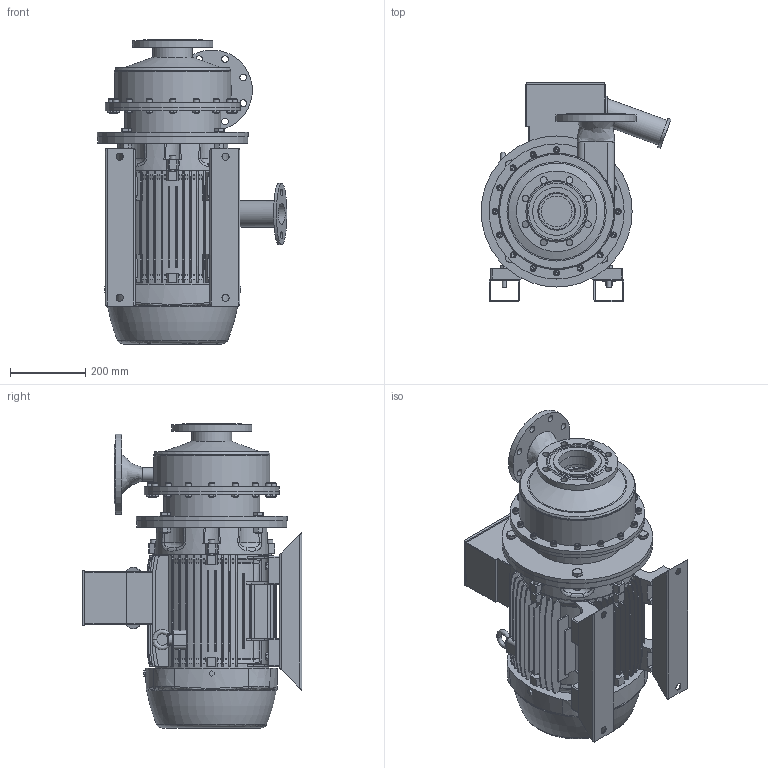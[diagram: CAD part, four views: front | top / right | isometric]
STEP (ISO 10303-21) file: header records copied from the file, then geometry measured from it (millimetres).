
FILE_DESCRIPTION(('STEP AP203'), '1');
FILE_NAME('Âíåøíèé âèä ÎÍË 100õ100 300 Ê55À1', '', ('UNSPECIFIED'), ('UNSPECIFIED'), 'ASCON STEP Converter 1.6', 'ASCON Math Kernel', '');
FILE_SCHEMA(('CONFIG_CONTROL_DESIGN'));
Length unit declared in the file: millimetre
Products named in the file (20): Âíåøíèé âèä ÎÍË 100õ100 300 Ê55À1; socket head cap screw_iso_ISO 4762 M10 x 30 --- 30N_1; hex thin nut chamfered gradeab_iso_Hexagon Thin Nut ISO - 4035 - M10 - N_1; Lv¨¤¿á ï¦¤¨è; hex screw gradeab fine_iso_ISO 8676 - M12x1.5 x 50-N_1; plain washer large grade ac_iso_Washer ISO 7093 - 12_1; Lv¨¤¿á  æ ê°  01 -¦ 100  ¨¢ - -°  10 ·+¬; hex nut style 1 gradeab_iso_Hexagon Nut ISO - 4032 - M16 - W - N_1; +¸¿â¨•·¨ ï¦¤¨èà +=T 100¬100+21; hex screw gradeab fine_iso_ISO 8676 - M16x1.5 x 45-N_1; ¤¨ ¦è¤v•  ¨êè¦¸¦· +=T 100¬100 300 æ55L +21; =¨¬¦¬¤v• ïv¨¤¿á ï¦¤¨èà +=T 100¬100; +險 +=T 100ｬ100; T¬¨¬vª¨æÕ°•  ¨êè¦¸¦· +=T 100¬100 300 æ 55L; 讎vｦ皋 ｷｦ陟ｦｬｨ +=T 100ｬ100; TL 180 æ2; ¬ê¿¤·¨ ·¦è ¦¬¨ +=T 100¬100 300 æ55L; ¦¸¿â¨•·¨ ·¦è ¦¬¨ +=T 100¬100 300 æ 55L; hex nut structural gradeab 5 6 8_iso_Hexagon Nut ISO - 7413 - M12 - W - N_1; Lv¨¤¿á  æ ê°  01 -¦ 100  ¨¢ - -°  10 ·+¬_2
Assembly tree (59 placements, depth 2):
  Âíåøíèé âèä ÎÍË 100õ100 300 Ê55À1
    socket head cap screw_iso_ISO 4762 M10 x 30 --- 30N_1  x16
    hex thin nut chamfered gradeab_iso_Hexagon Thin Nut ISO - 4035 - M10 - N_1  x16
    Lv¨¤¿á ï¦¤¨è
    hex screw gradeab fine_iso_ISO 8676 - M12x1.5 x 50-N_1  x4
    plain washer large grade ac_iso_Washer ISO 7093 - 12_1
    Lv¨¤¿á  æ ê°  01 -¦ 100  ¨¢ - -°  10 ·+¬
    hex nut style 1 gradeab_iso_Hexagon Nut ISO - 4032 - M16 - W - N_1  x4
    +¸¿â¨•·¨ ï¦¤¨èà +=T 100¬100+21
    hex screw gradeab fine_iso_ISO 8676 - M16x1.5 x 45-N_1  x4
    ¤¨ ¦è¤v•  ¨êè¦¸¦· +=T 100¬100 300 æ55L +21
    =¨¬¦¬¤v• ïv¨¤¿á ï¦¤¨èà +=T 100¬100
    +險 +=T 100ｬ100  x2
    T¬¨¬vª¨æÕ°•  ¨êè¦¸¦· +=T 100¬100 300 æ 55L
    讎vｦ皋 ｷｦ陟ｦｬｨ +=T 100ｬ100
    TL 180 æ2
    ¬ê¿¤·¨ ·¦è ¦¬¨ +=T 100¬100 300 æ55L
    ¦¸¿â¨•·¨ ·¦è ¦¬¨ +=T 100¬100 300 æ 55L
    hex nut structural gradeab 5 6 8_iso_Hexagon Nut ISO - 7413 - M12 - W - N_1
    Lv¨¤¿á  æ ê°  01 -¦ 100  ¨¢ - -°  10 ·+¬_2
Bounding box: 505.74 x 585 x 811.9 mm (x, y, z)
Volume: 55972863.4 mm3; surface area: 3615897.4 mm2
Topology: 60 solids, 61 shells, 2763 faces, 7183 edges, 4601 vertices
Faces by surface type: plane 1422, cylinder 530, cone 472, torus 206, bspline 124, sphere 9
Full cylindrical faces by diameter (mm): 8.5 x16, 10 x32, 10.2 x1, 11.6 x4, 12 x21, 13 x1, 13.2 x2, 14 x4, 14.5 x4, 16 x24, 16.3 x4, 18 x21, 18.013 x2, 19 x12, 24 x8, 37 x1, 55 x1, 55.1 x1, 65 x1, 70 x2, 78 x1, 80.252 x1, 82 x1, 94.6 x1, 99.6 x1, 99.85 x1, 100 x3, 106 x2, 128 x2, 150 x2
Entity records: 101008 total; most frequent: CARTESIAN_POINT 38836, ORIENTED_EDGE 9854, DIRECTION 8933, EDGE_CURVE 4927, VERTEX_POINT 3373, AXIS2_PLACEMENT_3D 3328, LINE 2277, VECTOR 2277
